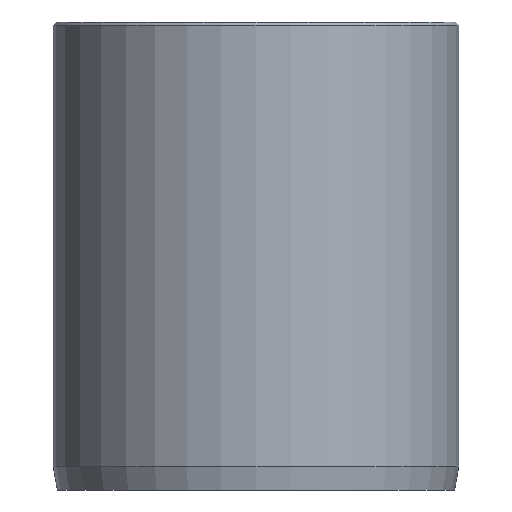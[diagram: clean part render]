
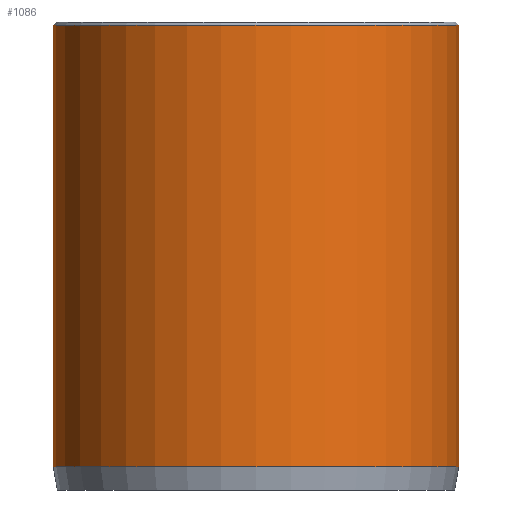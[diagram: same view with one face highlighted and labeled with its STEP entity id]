
A CAD part, front view. The second image highlights one B-rep face of the part: STEP entity #1086.
In plain terms, the highlighted cylindrical face has radius 13 mm (diameter 26 mm), a partial arc.
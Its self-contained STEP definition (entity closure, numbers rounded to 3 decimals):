
#8 = CIRCLE ( 'NONE', #824, 13. ) ;
#69 = LINE ( 'NONE', #549, #1112 ) ;
#80 = EDGE_CURVE ( 'NONE', #435, #97, #69, .T. ) ;
#97 = VERTEX_POINT ( 'NONE', #950 ) ;
#121 = ORIENTED_EDGE ( 'NONE', *, *, #352, .T. ) ;
#134 = DIRECTION ( 'NONE',  ( 0., 0., -1. ) ) ;
#254 = CYLINDRICAL_SURFACE ( 'NONE', #591, 13. ) ;
#272 = DIRECTION ( 'NONE',  ( 0., 0., -1. ) ) ;
#292 = CARTESIAN_POINT ( 'NONE',  ( -13., 0., 1.5 ) ) ;
#304 = CARTESIAN_POINT ( 'NONE',  ( -13., 0., 30. ) ) ;
#352 = EDGE_CURVE ( 'NONE', #934, #643, #491, .T. ) ;
#405 = DIRECTION ( 'NONE',  ( 0., 0., -1. ) ) ;
#435 = VERTEX_POINT ( 'NONE', #620 ) ;
#491 = LINE ( 'NONE', #304, #893 ) ;
#542 = CIRCLE ( 'NONE', #908, 13. ) ;
#544 = EDGE_CURVE ( 'NONE', #435, #934, #542, .T. ) ;
#549 = CARTESIAN_POINT ( 'NONE',  ( 13., 0., 30. ) ) ;
#591 = AXIS2_PLACEMENT_3D ( 'NONE', #731, #1210, #630 ) ;
#595 = DIRECTION ( 'NONE',  ( 0., 0., 1. ) ) ;
#620 = CARTESIAN_POINT ( 'NONE',  ( 13., 0., 29.8 ) ) ;
#630 = DIRECTION ( 'NONE',  ( -1., 0., 0. ) ) ;
#643 = VERTEX_POINT ( 'NONE', #292 ) ;
#697 = ORIENTED_EDGE ( 'NONE', *, *, #544, .T. ) ;
#731 = CARTESIAN_POINT ( 'NONE',  ( 0., 0., 30. ) ) ;
#739 = ORIENTED_EDGE ( 'NONE', *, *, #80, .F. ) ;
#813 = EDGE_CURVE ( 'NONE', #643, #97, #8, .T. ) ;
#823 = CARTESIAN_POINT ( 'NONE',  ( -13., 0., 29.8 ) ) ;
#824 = AXIS2_PLACEMENT_3D ( 'NONE', #1172, #595, #1270 ) ;
#838 = FACE_OUTER_BOUND ( 'NONE', #857, .T. ) ;
#857 = EDGE_LOOP ( 'NONE', ( #739, #697, #121, #1077 ) ) ;
#880 = CARTESIAN_POINT ( 'NONE',  ( 0., 0., 29.8 ) ) ;
#893 = VECTOR ( 'NONE', #405, 1000. ) ;
#908 = AXIS2_PLACEMENT_3D ( 'NONE', #880, #272, #981 ) ;
#934 = VERTEX_POINT ( 'NONE', #823 ) ;
#950 = CARTESIAN_POINT ( 'NONE',  ( 13., 0., 1.5 ) ) ;
#981 = DIRECTION ( 'NONE',  ( 1., 0., 0. ) ) ;
#1077 = ORIENTED_EDGE ( 'NONE', *, *, #813, .T. ) ;
#1086 = ADVANCED_FACE ( 'NONE', ( #838 ), #254, .T. ) ;
#1112 = VECTOR ( 'NONE', #134, 1000. ) ;
#1172 = CARTESIAN_POINT ( 'NONE',  ( 0., 0., 1.5 ) ) ;
#1210 = DIRECTION ( 'NONE',  ( 0., 0., -1. ) ) ;
#1270 = DIRECTION ( 'NONE',  ( 1., 0., 0. ) ) ;
